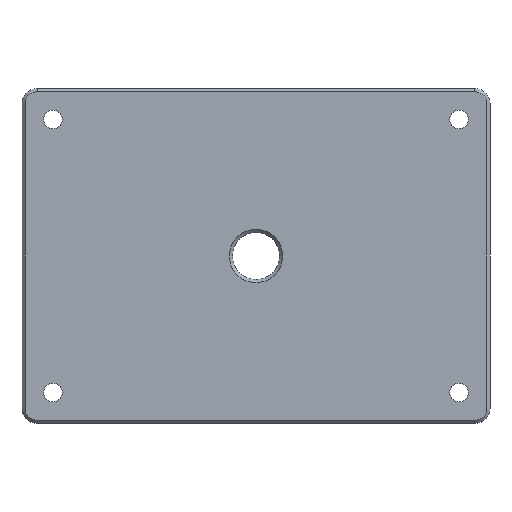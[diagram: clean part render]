
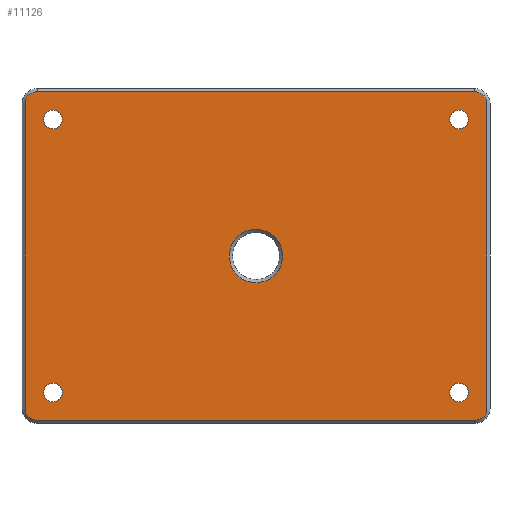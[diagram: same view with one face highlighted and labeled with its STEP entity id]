
A CAD part, front view. The second image highlights one B-rep face of the part: STEP entity #11126.
In plain terms, the highlighted planar face has unit normal (0, -1, 0).
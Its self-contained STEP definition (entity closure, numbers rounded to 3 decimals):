
#1084=FACE_BOUND('',#1914,.T.);
#1085=FACE_BOUND('',#1915,.T.);
#1086=FACE_BOUND('',#1916,.T.);
#1087=FACE_BOUND('',#1917,.T.);
#1088=FACE_BOUND('',#1918,.T.);
#1171=CIRCLE('',#11797,8.6);
#1174=CIRCLE('',#11802,4.);
#1175=CIRCLE('',#11803,4.);
#1176=CIRCLE('',#11804,4.);
#1177=CIRCLE('',#11805,4.);
#1178=CIRCLE('',#11806,3.);
#1179=CIRCLE('',#11807,3.);
#1180=CIRCLE('',#11808,3.);
#1181=CIRCLE('',#11809,3.);
#1265=FACE_OUTER_BOUND('',#1913,.T.);
#1913=EDGE_LOOP('',(#7506,#7507,#7508,#7509,#7510,#7511,#7512,#7513));
#1914=EDGE_LOOP('',(#7514));
#1915=EDGE_LOOP('',(#7515));
#1916=EDGE_LOOP('',(#7516));
#1917=EDGE_LOOP('',(#7517));
#1918=EDGE_LOOP('',(#7518));
#2649=LINE('',#13913,#3612);
#2650=LINE('',#13917,#3613);
#2651=LINE('',#13921,#3614);
#2652=LINE('',#13925,#3615);
#3612=VECTOR('',#12250,10.);
#3613=VECTOR('',#12253,10.);
#3614=VECTOR('',#12256,10.);
#3615=VECTOR('',#12259,10.);
#4560=VERTEX_POINT('',#13901);
#4563=VERTEX_POINT('',#13911);
#4564=VERTEX_POINT('',#13912);
#4565=VERTEX_POINT('',#13914);
#4566=VERTEX_POINT('',#13916);
#4567=VERTEX_POINT('',#13918);
#4568=VERTEX_POINT('',#13920);
#4569=VERTEX_POINT('',#13922);
#4570=VERTEX_POINT('',#13924);
#4571=VERTEX_POINT('',#13927);
#4572=VERTEX_POINT('',#13929);
#4573=VERTEX_POINT('',#13931);
#4574=VERTEX_POINT('',#13933);
#5720=EDGE_CURVE('',#4560,#4560,#1171,.T.);
#5725=EDGE_CURVE('',#4563,#4564,#2649,.T.);
#5726=EDGE_CURVE('',#4565,#4563,#1174,.T.);
#5727=EDGE_CURVE('',#4566,#4565,#2650,.T.);
#5728=EDGE_CURVE('',#4567,#4566,#1175,.T.);
#5729=EDGE_CURVE('',#4568,#4567,#2651,.T.);
#5730=EDGE_CURVE('',#4569,#4568,#1176,.T.);
#5731=EDGE_CURVE('',#4570,#4569,#2652,.T.);
#5732=EDGE_CURVE('',#4564,#4570,#1177,.T.);
#5733=EDGE_CURVE('',#4571,#4571,#1178,.T.);
#5734=EDGE_CURVE('',#4572,#4572,#1179,.T.);
#5735=EDGE_CURVE('',#4573,#4573,#1180,.T.);
#5736=EDGE_CURVE('',#4574,#4574,#1181,.T.);
#7506=ORIENTED_EDGE('',*,*,#5725,.F.);
#7507=ORIENTED_EDGE('',*,*,#5726,.F.);
#7508=ORIENTED_EDGE('',*,*,#5727,.F.);
#7509=ORIENTED_EDGE('',*,*,#5728,.F.);
#7510=ORIENTED_EDGE('',*,*,#5729,.F.);
#7511=ORIENTED_EDGE('',*,*,#5730,.F.);
#7512=ORIENTED_EDGE('',*,*,#5731,.F.);
#7513=ORIENTED_EDGE('',*,*,#5732,.F.);
#7514=ORIENTED_EDGE('',*,*,#5733,.T.);
#7515=ORIENTED_EDGE('',*,*,#5734,.T.);
#7516=ORIENTED_EDGE('',*,*,#5735,.T.);
#7517=ORIENTED_EDGE('',*,*,#5736,.T.);
#7518=ORIENTED_EDGE('',*,*,#5720,.F.);
#10866=PLANE('',#11801);
#11126=ADVANCED_FACE('',(#1265,#1084,#1085,#1086,#1087,#1088),#10866,.F.);
#11797=AXIS2_PLACEMENT_3D('',#13902,#12238,#12239);
#11801=AXIS2_PLACEMENT_3D('',#13910,#12248,#12249);
#11802=AXIS2_PLACEMENT_3D('',#13915,#12251,#12252);
#11803=AXIS2_PLACEMENT_3D('',#13919,#12254,#12255);
#11804=AXIS2_PLACEMENT_3D('',#13923,#12257,#12258);
#11805=AXIS2_PLACEMENT_3D('',#13926,#12260,#12261);
#11806=AXIS2_PLACEMENT_3D('',#13928,#12262,#12263);
#11807=AXIS2_PLACEMENT_3D('',#13930,#12264,#12265);
#11808=AXIS2_PLACEMENT_3D('',#13932,#12266,#12267);
#11809=AXIS2_PLACEMENT_3D('',#13934,#12268,#12269);
#12238=DIRECTION('center_axis',(0.,-1.,0.));
#12239=DIRECTION('ref_axis',(-1.,0.,0.));
#12248=DIRECTION('center_axis',(0.,1.,0.));
#12249=DIRECTION('ref_axis',(-1.,0.,0.));
#12250=DIRECTION('',(0.,0.,-1.));
#12251=DIRECTION('center_axis',(0.,1.,0.));
#12252=DIRECTION('ref_axis',(0.707,0.,0.707));
#12253=DIRECTION('',(1.,0.,0.));
#12254=DIRECTION('center_axis',(0.,1.,0.));
#12255=DIRECTION('ref_axis',(-0.707,0.,0.707));
#12256=DIRECTION('',(0.,0.,1.));
#12257=DIRECTION('center_axis',(0.,1.,0.));
#12258=DIRECTION('ref_axis',(-0.707,0.,-0.707));
#12259=DIRECTION('',(-1.,0.,0.));
#12260=DIRECTION('center_axis',(0.,1.,0.));
#12261=DIRECTION('ref_axis',(0.707,0.,-0.707));
#12262=DIRECTION('center_axis',(0.,1.,0.));
#12263=DIRECTION('ref_axis',(-1.,0.,0.));
#12264=DIRECTION('center_axis',(0.,1.,0.));
#12265=DIRECTION('ref_axis',(-1.,0.,0.));
#12266=DIRECTION('center_axis',(0.,1.,0.));
#12267=DIRECTION('ref_axis',(-1.,0.,0.));
#12268=DIRECTION('center_axis',(0.,1.,0.));
#12269=DIRECTION('ref_axis',(-1.,0.,0.));
#13901=CARTESIAN_POINT('',(-67.,95.,-145.873));
#13902=CARTESIAN_POINT('Origin',(-75.6,95.,-145.873));
#13910=CARTESIAN_POINT('Origin',(-75.6,95.,-145.873));
#13911=CARTESIAN_POINT('',(-1.,95.,-96.747));
#13912=CARTESIAN_POINT('',(-1.,95.,-195.));
#13913=CARTESIAN_POINT('',(-1.,95.,-118.81));
#13914=CARTESIAN_POINT('',(-5.,95.,-92.747));
#13915=CARTESIAN_POINT('Origin',(-5.,95.,-96.747));
#13916=CARTESIAN_POINT('',(-146.2,95.,-92.747));
#13917=CARTESIAN_POINT('',(-113.4,95.,-92.747));
#13918=CARTESIAN_POINT('',(-150.2,95.,-96.747));
#13919=CARTESIAN_POINT('Origin',(-146.2,95.,-96.747));
#13920=CARTESIAN_POINT('',(-150.2,95.,-195.));
#13921=CARTESIAN_POINT('',(-150.2,95.,-172.937));
#13922=CARTESIAN_POINT('',(-146.2,95.,-199.));
#13923=CARTESIAN_POINT('Origin',(-146.2,95.,-195.));
#13924=CARTESIAN_POINT('',(-5.,95.,-199.));
#13925=CARTESIAN_POINT('',(-37.8,95.,-199.));
#13926=CARTESIAN_POINT('Origin',(-5.,95.,-195.));
#13927=CARTESIAN_POINT('',(-7.,95.,-101.747));
#13928=CARTESIAN_POINT('Origin',(-10.,95.,-101.747));
#13929=CARTESIAN_POINT('',(-138.2,95.,-101.747));
#13930=CARTESIAN_POINT('Origin',(-141.2,95.,-101.747));
#13931=CARTESIAN_POINT('',(-7.,95.,-190.));
#13932=CARTESIAN_POINT('Origin',(-10.,95.,-190.));
#13933=CARTESIAN_POINT('',(-138.2,95.,-190.));
#13934=CARTESIAN_POINT('Origin',(-141.2,95.,-190.));
